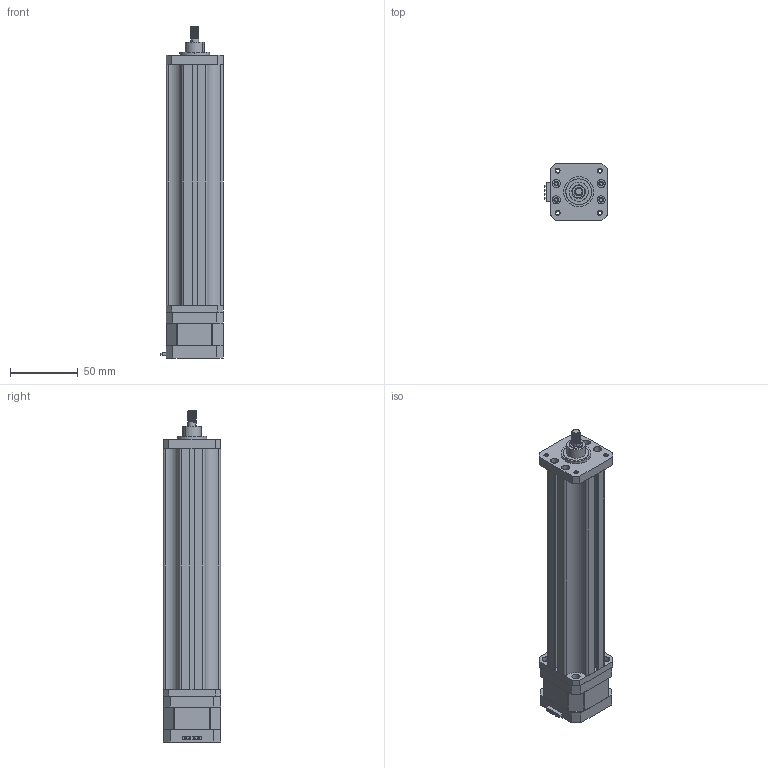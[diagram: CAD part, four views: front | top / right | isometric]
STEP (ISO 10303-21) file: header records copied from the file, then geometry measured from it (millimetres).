
FILE_DESCRIPTION (( 'STEP AP203' ), '1' );
FILE_NAME ('42HF3413-150.STEP', '2024-11-27T07:09:06', ( '' ), ( '' ), 'SwSTEP 2.0', 'SolidWorks 2021', '' );
FILE_SCHEMA (( 'CONFIG_CONTROL_DESIGN' ));
Length unit declared in the file: millimetre
Products named in the file (9): 蹟恇; 42HF3413-150; 傷裔奻; 倰第嶺扥177; 笢潔賑輸; 傷裔狟; 諾陑嫖裝175; 端盖密封圈; 42HS3413A4.step
Assembly tree (8 placements, depth 2):
  42HF3413-150
    倰第嶺扥177
    傷裔狟
    端盖密封圈
    傷裔奻
    蹟恇
    諾陑嫖裝175
    笢潔賑輸
    42HS3413A4.step
Bounding box: 46 x 42 x 244.12 mm (x, y, z)
Volume: 214711.2 mm3; surface area: 105396.4 mm2
Topology: 11 solids, 11 shells, 742 faces, 1990 edges, 1304 vertices
Faces by surface type: cylinder 487, plane 206, bspline 39, cone 10
Entity records: 39544 total; most frequent: CARTESIAN_POINT 21395, ORIENTED_EDGE 3980, DIRECTION 3252, EDGE_CURVE 1990, VERTEX_POINT 1304, AXIS2_PLACEMENT_3D 1158, LINE 936, VECTOR 936
